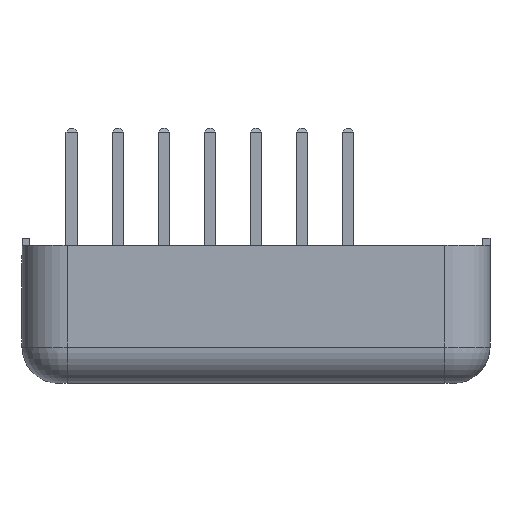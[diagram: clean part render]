
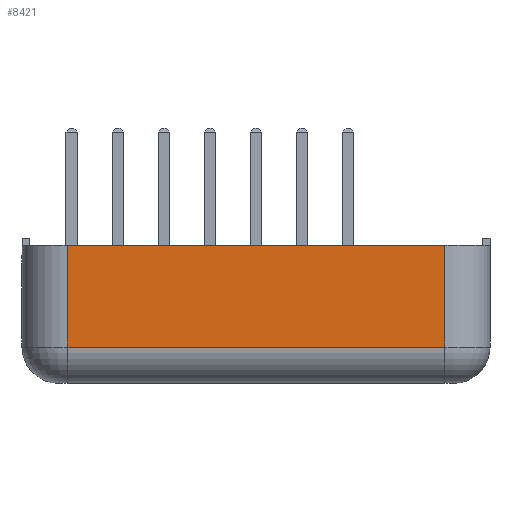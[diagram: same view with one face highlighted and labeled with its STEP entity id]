
A CAD part, left-side view. The second image highlights one B-rep face of the part: STEP entity #8421.
In plain terms, the highlighted planar face has unit normal (-1, 0, 0).
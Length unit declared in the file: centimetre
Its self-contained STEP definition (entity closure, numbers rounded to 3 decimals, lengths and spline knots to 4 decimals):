
#1007=VECTOR('',#10370,1.);
#1029=VECTOR('',#10400,1.);
#1031=VECTOR('',#10405,1.);
#1032=VECTOR('',#10406,1.);
#2114=LINE('',#13447,#1007);
#2136=LINE('',#13491,#1029);
#2138=LINE('',#13497,#1031);
#2139=LINE('',#13499,#1032);
#2968=VERTEX_POINT('',#13446);
#2969=VERTEX_POINT('',#13448);
#2985=VERTEX_POINT('',#13492);
#2987=VERTEX_POINT('',#13498);
#4168=EDGE_CURVE('',#2969,#2968,#2114,.T.);
#4193=EDGE_CURVE('',#2969,#2985,#2136,.T.);
#4196=EDGE_CURVE('',#2987,#2968,#2138,.T.);
#4197=EDGE_CURVE('',#2985,#2987,#2139,.T.);
#6387=ORIENTED_EDGE('',*,*,#4168,.T.);
#6388=ORIENTED_EDGE('',*,*,#4196,.F.);
#6389=ORIENTED_EDGE('',*,*,#4197,.F.);
#6390=ORIENTED_EDGE('',*,*,#4193,.F.);
#7372=EDGE_LOOP('',(#6387,#6388,#6389,#6390));
#7914=FACE_BOUND('',#7372,.T.);
#8421=ADVANCED_FACE('',(#7914),#14275,.T.);
#8936=AXIS2_PLACEMENT_3D('',#13496,#10404,$);
#10370=DIRECTION('',(0.,1.,0.));
#10400=DIRECTION('',(0.,0.,-1.));
#10404=DIRECTION('',(-1.,0.,0.));
#10405=DIRECTION('',(0.,0.,1.));
#10406=DIRECTION('',(0.,1.,0.));
#13446=CARTESIAN_POINT('',(-1.615,1.04,0.76));
#13447=CARTESIAN_POINT('',(-1.615,-1.4603,0.76));
#13448=CARTESIAN_POINT('',(-1.615,-1.04,0.76));
#13491=CARTESIAN_POINT('',(-1.615,-1.04,0.));
#13492=CARTESIAN_POINT('',(-1.615,-1.04,0.2));
#13496=CARTESIAN_POINT('',(-1.615,0.,0.));
#13497=CARTESIAN_POINT('',(-1.615,1.04,0.));
#13498=CARTESIAN_POINT('',(-1.615,1.04,0.2));
#13499=CARTESIAN_POINT('',(-1.615,0.,0.2));
#14275=PLANE('',#8936);
